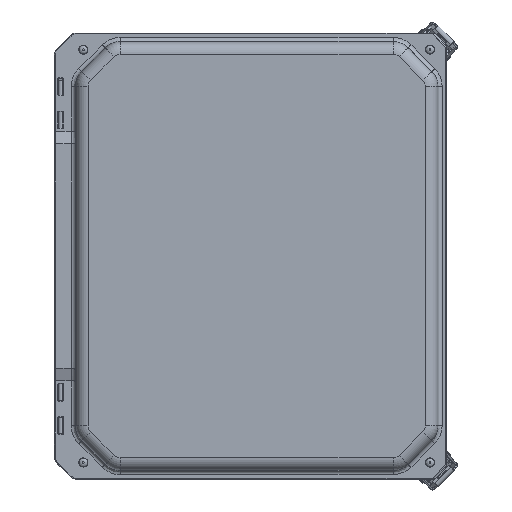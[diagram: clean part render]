
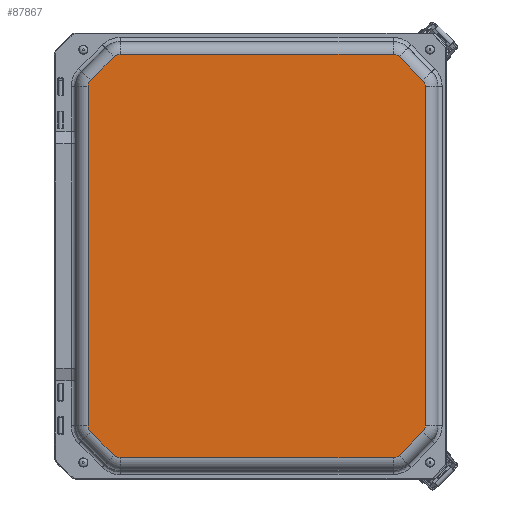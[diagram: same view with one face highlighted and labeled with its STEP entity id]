
A CAD part, top view. The second image highlights one B-rep face of the part: STEP entity #87867.
In plain terms, the highlighted planar face has unit normal (0, 0, 1).
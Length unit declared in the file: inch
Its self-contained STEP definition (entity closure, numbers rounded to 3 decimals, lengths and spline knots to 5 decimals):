
#160 = CARTESIAN_POINT ( 'NONE',  ( 4.11806, 6.08886, 6.312 ) ) ;
#458 = EDGE_CURVE ( 'NONE', #5984, #75234, #32051, .T. ) ;
#1249 = CIRCLE ( 'NONE', #85123, 0.25386 ) ;
#2922 = DIRECTION ( 'NONE',  ( -1., 0., 0. ) ) ;
#2959 = LINE ( 'NONE', #92399, #126915 ) ;
#4805 = VECTOR ( 'NONE', #79316, 39.37008 ) ;
#5221 = ORIENTED_EDGE ( 'NONE', *, *, #50488, .T. ) ;
#5624 = VERTEX_POINT ( 'NONE', #118661 ) ;
#5839 = DIRECTION ( 'NONE',  ( 0., 0., 1. ) ) ;
#5984 = VERTEX_POINT ( 'NONE', #90313 ) ;
#6051 = DIRECTION ( 'NONE',  ( 1., 0., 0. ) ) ;
#6707 = ORIENTED_EDGE ( 'NONE', *, *, #107732, .T. ) ;
#6836 = CIRCLE ( 'NONE', #37832, 0.25386 ) ;
#11917 = DIRECTION ( 'NONE',  ( 0., -1., 0. ) ) ;
#14419 = VERTEX_POINT ( 'NONE', #84412 ) ;
#15264 = VERTEX_POINT ( 'NONE', #160 ) ;
#16196 = DIRECTION ( 'NONE',  ( 1., 0., 0. ) ) ;
#16325 = AXIS2_PLACEMENT_3D ( 'NONE', #39490, #17791, #48605 ) ;
#17791 = DIRECTION ( 'NONE',  ( 0., 0., 1. ) ) ;
#18280 = ORIENTED_EDGE ( 'NONE', *, *, #82535, .T. ) ;
#18333 = CARTESIAN_POINT ( 'NONE',  ( 5.08836, -5.11856, 6.312 ) ) ;
#18902 = EDGE_CURVE ( 'NONE', #5624, #57914, #6836, .T. ) ;
#19296 = VERTEX_POINT ( 'NONE', #58266 ) ;
#20816 = VECTOR ( 'NONE', #116131, 39.37008 ) ;
#21352 = ORIENTED_EDGE ( 'NONE', *, *, #44321, .T. ) ;
#21525 = CARTESIAN_POINT ( 'NONE',  ( 0.0005, 6.08886, 6.312 ) ) ;
#23361 = AXIS2_PLACEMENT_3D ( 'NONE', #77942, #30688, #90537 ) ;
#27774 = CARTESIAN_POINT ( 'NONE',  ( -5.013, -5.29806, 6.312 ) ) ;
#28412 = FACE_OUTER_BOUND ( 'NONE', #101588, .T. ) ;
#28715 = ORIENTED_EDGE ( 'NONE', *, *, #50871, .T. ) ;
#30688 = DIRECTION ( 'NONE',  ( 0., 0., 1. ) ) ;
#31134 = VERTEX_POINT ( 'NONE', #82198 ) ;
#31953 = DIRECTION ( 'NONE',  ( 0., 0., 1. ) ) ;
#32051 = CIRCLE ( 'NONE', #71388, 0.25386 ) ;
#32360 = DIRECTION ( 'NONE',  ( -0.707, 0.707, 0. ) ) ;
#32561 = VERTEX_POINT ( 'NONE', #38735 ) ;
#33828 = CARTESIAN_POINT ( 'NONE',  ( 5.08836, 0., 6.312 ) ) ;
#34890 = EDGE_CURVE ( 'NONE', #14419, #19296, #47246, .T. ) ;
#35091 = ORIENTED_EDGE ( 'NONE', *, *, #128087, .T. ) ;
#37066 = EDGE_CURVE ( 'NONE', #19296, #96217, #1249, .T. ) ;
#37832 = AXIS2_PLACEMENT_3D ( 'NONE', #100689, #121101, #92083 ) ;
#38735 = CARTESIAN_POINT ( 'NONE',  ( -4.29656, 6.0145, 6.312 ) ) ;
#39222 = CARTESIAN_POINT ( 'NONE',  ( -4.29656, 6.0145, 6.312 ) ) ;
#39490 = CARTESIAN_POINT ( 'NONE',  ( -4.8335, -5.11856, 6.312 ) ) ;
#42827 = CARTESIAN_POINT ( 'NONE',  ( 4.29756, -6.0145, 6.312 ) ) ;
#42842 = CIRCLE ( 'NONE', #16325, 0.25386 ) ;
#44321 = EDGE_CURVE ( 'NONE', #58890, #93369, #101291, .T. ) ;
#45583 = AXIS2_PLACEMENT_3D ( 'NONE', #86425, #5839, #16196 ) ;
#46720 = CARTESIAN_POINT ( 'NONE',  ( 4.11806, -5.835, 6.312 ) ) ;
#46846 = ORIENTED_EDGE ( 'NONE', *, *, #34890, .T. ) ;
#47246 = LINE ( 'NONE', #27774, #20816 ) ;
#48605 = DIRECTION ( 'NONE',  ( 1., 0., 0. ) ) ;
#48750 = DIRECTION ( 'NONE',  ( -0.707, -0.707, 0. ) ) ;
#50488 = EDGE_CURVE ( 'NONE', #62122, #83840, #94539, .T. ) ;
#50645 = CIRCLE ( 'NONE', #94489, 0.25386 ) ;
#50871 = EDGE_CURVE ( 'NONE', #15264, #121322, #122276, .T. ) ;
#51374 = ORIENTED_EDGE ( 'NONE', *, *, #107245, .T. ) ;
#52174 = CARTESIAN_POINT ( 'NONE',  ( -4.11706, -6.08886, 6.312 ) ) ;
#52250 = DIRECTION ( 'NONE',  ( 0., 0., 1. ) ) ;
#52456 = VECTOR ( 'NONE', #48750, 39.37008 ) ;
#54007 = EDGE_CURVE ( 'NONE', #93369, #31134, #124047, .T. ) ;
#54363 = AXIS2_PLACEMENT_3D ( 'NONE', #99373, #71274, #11917 ) ;
#57914 = VERTEX_POINT ( 'NONE', #18333 ) ;
#58266 = CARTESIAN_POINT ( 'NONE',  ( -4.29656, -6.0145, 6.312 ) ) ;
#58890 = VERTEX_POINT ( 'NONE', #106110 ) ;
#59388 = ORIENTED_EDGE ( 'NONE', *, *, #105090, .T. ) ;
#62122 = VERTEX_POINT ( 'NONE', #112804 ) ;
#66076 = PLANE ( 'NONE',  #45583 ) ;
#66134 = CARTESIAN_POINT ( 'NONE',  ( 0.0005, -6.08886, 6.312 ) ) ;
#69038 = LINE ( 'NONE', #33828, #112302 ) ;
#70939 = ORIENTED_EDGE ( 'NONE', *, *, #18902, .T. ) ;
#71274 = DIRECTION ( 'NONE',  ( 0., 0., 1. ) ) ;
#71388 = AXIS2_PLACEMENT_3D ( 'NONE', #46720, #75536, #127603 ) ;
#74079 = CARTESIAN_POINT ( 'NONE',  ( -4.11706, 6.08886, 6.312 ) ) ;
#75234 = VERTEX_POINT ( 'NONE', #42827 ) ;
#75235 = ORIENTED_EDGE ( 'NONE', *, *, #103580, .T. ) ;
#75536 = DIRECTION ( 'NONE',  ( 0., 0., 1. ) ) ;
#76639 = CARTESIAN_POINT ( 'NONE',  ( 4.8345, 5.11856, 6.312 ) ) ;
#77942 = CARTESIAN_POINT ( 'NONE',  ( -4.11706, 5.835, 6.312 ) ) ;
#78146 = ORIENTED_EDGE ( 'NONE', *, *, #109740, .T. ) ;
#79316 = DIRECTION ( 'NONE',  ( 0., -1., 0. ) ) ;
#80206 = VERTEX_POINT ( 'NONE', #95461 ) ;
#80789 = DIRECTION ( 'NONE',  ( 0.707, 0.707, 0. ) ) ;
#81052 = CIRCLE ( 'NONE', #23361, 0.25386 ) ;
#81420 = DIRECTION ( 'NONE',  ( 1., 0., 0. ) ) ;
#82198 = CARTESIAN_POINT ( 'NONE',  ( -5.08736, -5.11856, 6.312 ) ) ;
#82535 = EDGE_CURVE ( 'NONE', #32561, #58890, #115847, .T. ) ;
#82650 = LINE ( 'NONE', #122009, #99600 ) ;
#82982 = CARTESIAN_POINT ( 'NONE',  ( -5.08736, 5.11856, 6.312 ) ) ;
#83840 = VERTEX_POINT ( 'NONE', #122517 ) ;
#84412 = CARTESIAN_POINT ( 'NONE',  ( -5.013, -5.29806, 6.312 ) ) ;
#84771 = DIRECTION ( 'NONE',  ( 1., 0., 0. ) ) ;
#85123 = AXIS2_PLACEMENT_3D ( 'NONE', #112041, #31953, #81420 ) ;
#86215 = DIRECTION ( 'NONE',  ( 0., 1., 0. ) ) ;
#86425 = CARTESIAN_POINT ( 'NONE',  ( 0.0005, 0., 6.312 ) ) ;
#87867 = ADVANCED_FACE ( 'NONE', ( #28412 ), #66076, .T. ) ;
#90313 = CARTESIAN_POINT ( 'NONE',  ( 4.11806, -6.08886, 6.312 ) ) ;
#90537 = DIRECTION ( 'NONE',  ( 0., -1., 0. ) ) ;
#91598 = DIRECTION ( 'NONE',  ( 1., 0., 0. ) ) ;
#92083 = DIRECTION ( 'NONE',  ( 1., 0., 0. ) ) ;
#92399 = CARTESIAN_POINT ( 'NONE',  ( 4.29756, -6.0145, 6.312 ) ) ;
#93369 = VERTEX_POINT ( 'NONE', #82982 ) ;
#94489 = AXIS2_PLACEMENT_3D ( 'NONE', #101087, #52250, #91598 ) ;
#94539 = CIRCLE ( 'NONE', #121653, 0.25386 ) ;
#95461 = CARTESIAN_POINT ( 'NONE',  ( 4.29756, 6.0145, 6.312 ) ) ;
#96217 = VERTEX_POINT ( 'NONE', #52174 ) ;
#99373 = CARTESIAN_POINT ( 'NONE',  ( -4.8335, 5.11856, 6.312 ) ) ;
#99600 = VECTOR ( 'NONE', #32360, 39.37008 ) ;
#99858 = ORIENTED_EDGE ( 'NONE', *, *, #121556, .T. ) ;
#100689 = CARTESIAN_POINT ( 'NONE',  ( 4.8345, -5.11856, 6.312 ) ) ;
#101087 = CARTESIAN_POINT ( 'NONE',  ( 4.11806, 5.835, 6.312 ) ) ;
#101291 = CIRCLE ( 'NONE', #54363, 0.25386 ) ;
#101588 = EDGE_LOOP ( 'NONE', ( #75235, #46846, #117161, #51374, #126646, #6707, #70939, #35091, #5221, #78146, #59388, #28715, #99858, #18280, #21352, #124009 ) ) ;
#102325 = VECTOR ( 'NONE', #84771, 39.37008 ) ;
#103580 = EDGE_CURVE ( 'NONE', #31134, #14419, #42842, .T. ) ;
#105090 = EDGE_CURVE ( 'NONE', #80206, #15264, #50645, .T. ) ;
#105401 = LINE ( 'NONE', #66134, #102325 ) ;
#106110 = CARTESIAN_POINT ( 'NONE',  ( -5.013, 5.29806, 6.312 ) ) ;
#107245 = EDGE_CURVE ( 'NONE', #96217, #5984, #105401, .T. ) ;
#107732 = EDGE_CURVE ( 'NONE', #75234, #5624, #2959, .T. ) ;
#109740 = EDGE_CURVE ( 'NONE', #83840, #80206, #82650, .T. ) ;
#112041 = CARTESIAN_POINT ( 'NONE',  ( -4.11706, -5.835, 6.312 ) ) ;
#112302 = VECTOR ( 'NONE', #86215, 39.37008 ) ;
#112804 = CARTESIAN_POINT ( 'NONE',  ( 5.08836, 5.11856, 6.312 ) ) ;
#115847 = LINE ( 'NONE', #39222, #52456 ) ;
#116131 = DIRECTION ( 'NONE',  ( 0.707, -0.707, 0. ) ) ;
#116411 = DIRECTION ( 'NONE',  ( 0., 0., 1. ) ) ;
#117161 = ORIENTED_EDGE ( 'NONE', *, *, #37066, .T. ) ;
#117362 = CARTESIAN_POINT ( 'NONE',  ( -5.08736, 0., 6.312 ) ) ;
#118661 = CARTESIAN_POINT ( 'NONE',  ( 5.014, -5.29806, 6.312 ) ) ;
#121101 = DIRECTION ( 'NONE',  ( 0., 0., 1. ) ) ;
#121322 = VERTEX_POINT ( 'NONE', #74079 ) ;
#121556 = EDGE_CURVE ( 'NONE', #121322, #32561, #81052, .T. ) ;
#121653 = AXIS2_PLACEMENT_3D ( 'NONE', #76639, #116411, #6051 ) ;
#122009 = CARTESIAN_POINT ( 'NONE',  ( 5.014, 5.29806, 6.312 ) ) ;
#122276 = LINE ( 'NONE', #21525, #128424 ) ;
#122517 = CARTESIAN_POINT ( 'NONE',  ( 5.014, 5.29806, 6.312 ) ) ;
#124009 = ORIENTED_EDGE ( 'NONE', *, *, #54007, .T. ) ;
#124047 = LINE ( 'NONE', #117362, #4805 ) ;
#126646 = ORIENTED_EDGE ( 'NONE', *, *, #458, .T. ) ;
#126915 = VECTOR ( 'NONE', #80789, 39.37008 ) ;
#127603 = DIRECTION ( 'NONE',  ( 0., -1., 0. ) ) ;
#128087 = EDGE_CURVE ( 'NONE', #57914, #62122, #69038, .T. ) ;
#128424 = VECTOR ( 'NONE', #2922, 39.37008 ) ;
